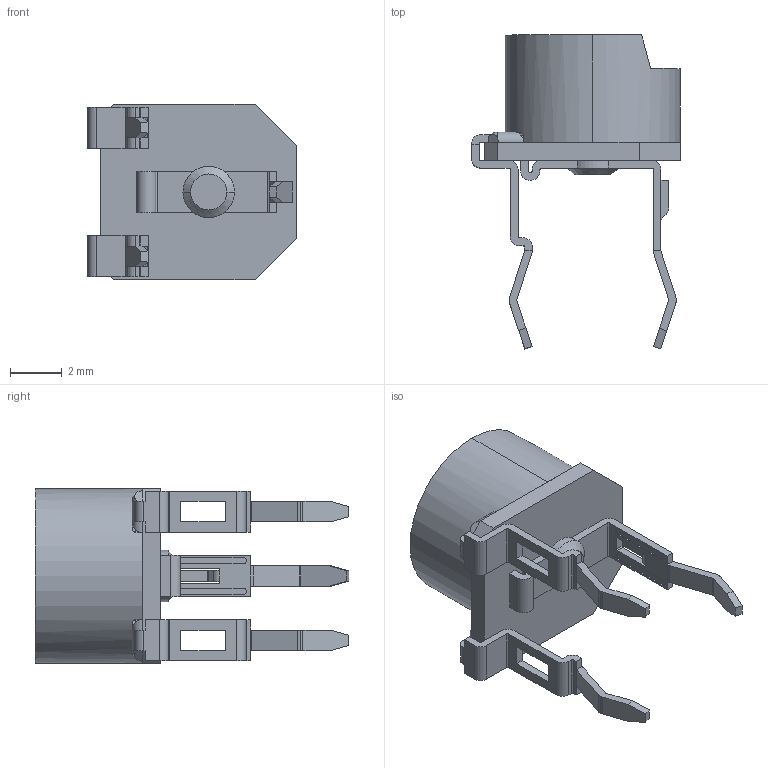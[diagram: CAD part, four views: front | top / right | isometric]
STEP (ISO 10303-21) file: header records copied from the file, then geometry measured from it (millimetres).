
FILE_DESCRIPTION (( 'STEP AP214' ), '1' );
FILE_NAME ('3306F-1-105.STEP', '2020-12-21T10:31:42', ( '' ), ( '' ), 'SwSTEP 2.0', 'SolidWorks 2017', '' );
FILE_SCHEMA (( 'AUTOMOTIVE_DESIGN' ));
Length unit declared in the file: millimetre
Products named in the file (2): 3306F-1-105
Assembly tree (1 placements, depth 2):
  3306F-1-105
    3306F-1-105
Bounding box: 8.1 x 12.19 x 6.81 mm (x, y, z)
Volume: 183.1 mm3; surface area: 420.3 mm2
Topology: 5 solids, 5 shells, 230 faces, 621 edges, 402 vertices
Faces by surface type: plane 139, cylinder 81, cone 8, sphere 2
Entity records: 7391 total; most frequent: CARTESIAN_POINT 1451, ORIENTED_EDGE 1238, DIRECTION 1211, EDGE_CURVE 619, LINE 423, VECTOR 423, VERTEX_POINT 402, AXIS2_PLACEMENT_3D 394
